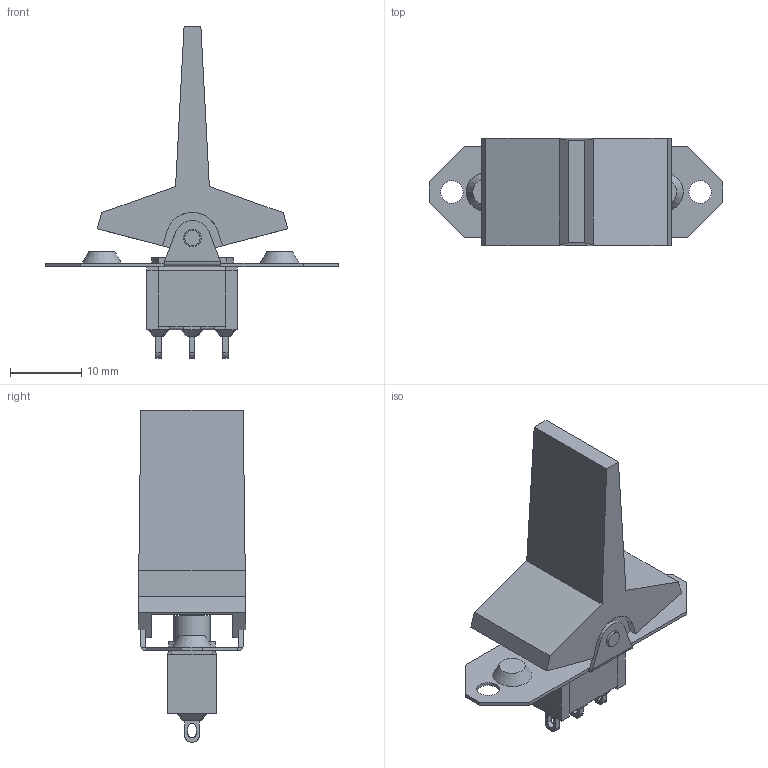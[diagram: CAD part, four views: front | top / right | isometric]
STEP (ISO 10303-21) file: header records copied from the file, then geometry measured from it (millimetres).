
FILE_DESCRIPTION(/* description */ (''),/* implementation_level */ '2;1');
FILE_NAME(/* name */ '300SPxR4xxxM1xE.stp',/* time_stamp */ '2025-05-13T09:06:16-05:00',/* author */ ('mroman'),/* organization */ (''),/* preprocessor_version */ 'ST-DEVELOPER v18.1',/* originating_system */ 'Autodesk Inventor 2022',/* authorisation */ '');
FILE_SCHEMA (('AUTOMOTIVE_DESIGN { 1 0 10303 214 3 1 1 }'));
Length unit declared in the file: inch
Products named in the file (1): 300SPxR4xxxM1xE
Bounding box: 41.27 x 15.17 x 46.67 mm (x, y, z)
Volume: 2635.3 mm3; surface area: 4697.4 mm2
Topology: 2 solids, 8 shells, 297 faces, 734 edges, 448 vertices
Faces by surface type: plane 211, cylinder 70, sphere 12, cone 4
Full cylindrical faces by diameter (mm): 0.55 x2, 2.15 x2, 2.45 x2, 3.17 x2, 3.58 x1, 5.18 x1
Entity records: 8622 total; most frequent: DIRECTION 1482, CARTESIAN_POINT 1468, ORIENTED_EDGE 1444, EDGE_CURVE 722, LINE 558, VECTOR 558, AXIS2_PLACEMENT_3D 462, VERTEX_POINT 448
